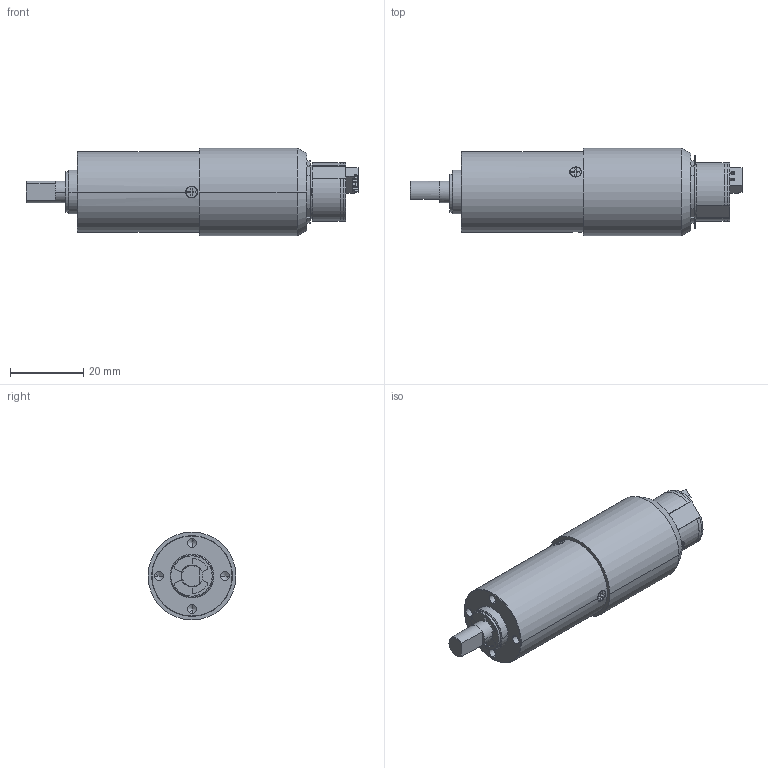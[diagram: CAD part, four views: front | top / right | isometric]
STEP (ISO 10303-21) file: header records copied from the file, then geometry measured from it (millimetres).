
FILE_DESCRIPTION((''),'2;1');
FILE_NAME('4696320000861_SW0001','2023-04-28T14:19:02',('BU5.RD'),(''),'CREO PARAMETRIC BY PTC INC, 2018100','CREO PARAMETRIC BY PTC INC, 2018100','');
FILE_SCHEMA(('CONFIG_CONTROL_DESIGN'));
Length unit declared in the file: millimetre
Products named in the file (1): 4696320000861_SW0001
Bounding box: 90.6 x 24 x 24 mm (x, y, z)
Volume: 28355.6 mm3; surface area: 6698.7 mm2
Topology: 3 solids, 3 shells, 272 faces, 706 edges, 452 vertices
Faces by surface type: plane 182, cylinder 57, cone 33
Entity records: 8278 total; most frequent: CARTESIAN_POINT 1511, ORIENTED_EDGE 1396, DIRECTION 1371, EDGE_CURVE 698, VECTOR 545, LINE 545, VERTEX_POINT 452, AXIS2_PLACEMENT_3D 413
